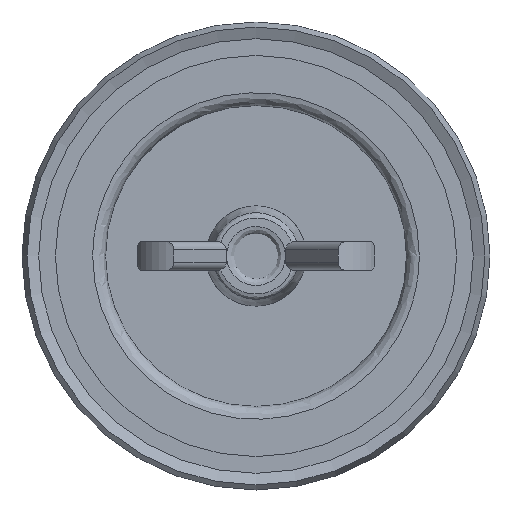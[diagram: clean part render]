
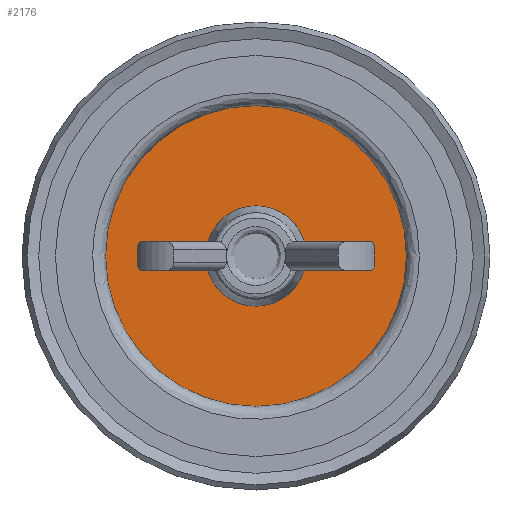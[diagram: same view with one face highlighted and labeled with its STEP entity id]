
A CAD part, front view. The second image highlights one B-rep face of the part: STEP entity #2176.
In plain terms, the highlighted planar face has unit normal (0, -1, 0).
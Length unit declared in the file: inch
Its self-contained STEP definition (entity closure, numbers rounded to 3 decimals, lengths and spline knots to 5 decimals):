
#21 = CIRCLE ( 'NONE', #3035, 0.10155 ) ;
#61 = AXIS2_PLACEMENT_3D ( 'NONE', #139, #904, #2891 ) ;
#139 = CARTESIAN_POINT ( 'NONE',  ( 0., -0.2025, 0. ) ) ;
#209 = VERTEX_POINT ( 'NONE', #944 ) ;
#451 = FACE_OUTER_BOUND ( 'NONE', #2661, .T. ) ;
#706 = FACE_BOUND ( 'NONE', #2212, .T. ) ;
#904 = DIRECTION ( 'NONE',  ( 0., 1., 0. ) ) ;
#944 = CARTESIAN_POINT ( 'NONE',  ( 0., -0.2025, 0.5625 ) ) ;
#950 = ORIENTED_EDGE ( 'NONE', *, *, #2158, .F. ) ;
#983 = EDGE_CURVE ( 'NONE', #209, #209, #2817, .T. ) ;
#1193 = CARTESIAN_POINT ( 'NONE',  ( 0., -0.2025, 0. ) ) ;
#1252 = CARTESIAN_POINT ( 'NONE',  ( 0., -0.2025, 0. ) ) ;
#1519 = CARTESIAN_POINT ( 'NONE',  ( 0., -0.2025, 0.10155 ) ) ;
#1658 = AXIS2_PLACEMENT_3D ( 'NONE', #1193, #1970, #2205 ) ;
#1970 = DIRECTION ( 'NONE',  ( 0., 1., 0. ) ) ;
#1977 = VERTEX_POINT ( 'NONE', #1519 ) ;
#2158 = EDGE_CURVE ( 'NONE', #1977, #1977, #21, .T. ) ;
#2176 = ADVANCED_FACE ( 'NONE', ( #706, #451 ), #2468, .F. ) ;
#2205 = DIRECTION ( 'NONE',  ( 0., 0., 1. ) ) ;
#2212 = EDGE_LOOP ( 'NONE', ( #950 ) ) ;
#2215 = ORIENTED_EDGE ( 'NONE', *, *, #983, .F. ) ;
#2468 = PLANE ( 'NONE',  #1658 ) ;
#2487 = DIRECTION ( 'NONE',  ( 0., 0., 1. ) ) ;
#2507 = DIRECTION ( 'NONE',  ( 0., -1., 0. ) ) ;
#2661 = EDGE_LOOP ( 'NONE', ( #2215 ) ) ;
#2817 = CIRCLE ( 'NONE', #61, 0.5625 ) ;
#2891 = DIRECTION ( 'NONE',  ( 0., 0., 1. ) ) ;
#3035 = AXIS2_PLACEMENT_3D ( 'NONE', #1252, #2507, #2487 ) ;
